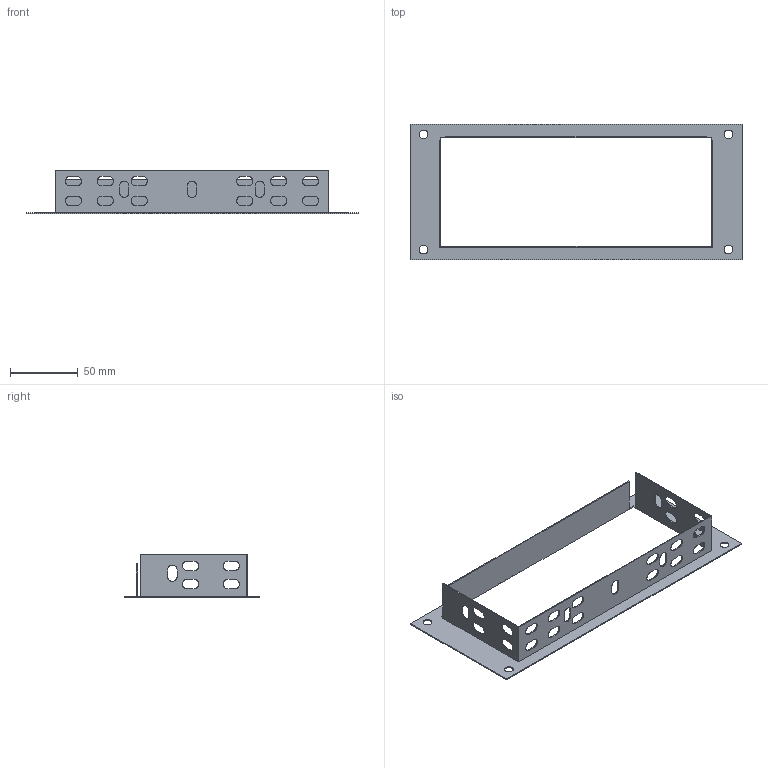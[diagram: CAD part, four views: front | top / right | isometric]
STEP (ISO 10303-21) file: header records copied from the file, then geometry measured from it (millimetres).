
FILE_DESCRIPTION (( 'STEP AP203' ), '1' );
FILE_NAME ('CLP1CF-080-200-M-HDZ Ñîåäèíèòåëüíûé ôëàíåö 80õ200 IEK HDZ.STEP', '2016-03-10T13:33:12', ( '' ), ( '' ), 'SwSTEP 2.0', 'SolidWorks 2014', '' );
FILE_SCHEMA (( 'CONFIG_CONTROL_DESIGN' ));
Length unit declared in the file: millimetre
Products named in the file (1): CLP1CF-080-200-M-HDZ Ñîåäèíèòåëüíûé ôëàíåö 80õ200 IEK HDZ
Bounding box: 245 x 100 x 32 mm (x, y, z)
Volume: 16247.1 mm3; surface area: 46690.7 mm2
Topology: 1 solids, 1 shells, 129 faces, 383 edges, 256 vertices
Faces by surface type: plane 74, cylinder 55
Full cylindrical faces by diameter (mm): 6.5 x4
Entity records: 7702 total; most frequent: CARTESIAN_POINT 4279, ORIENTED_EDGE 754, DIRECTION 535, EDGE_CURVE 377, VECTOR 267, LINE 267, VERTEX_POINT 254, EDGE_LOOP 193
